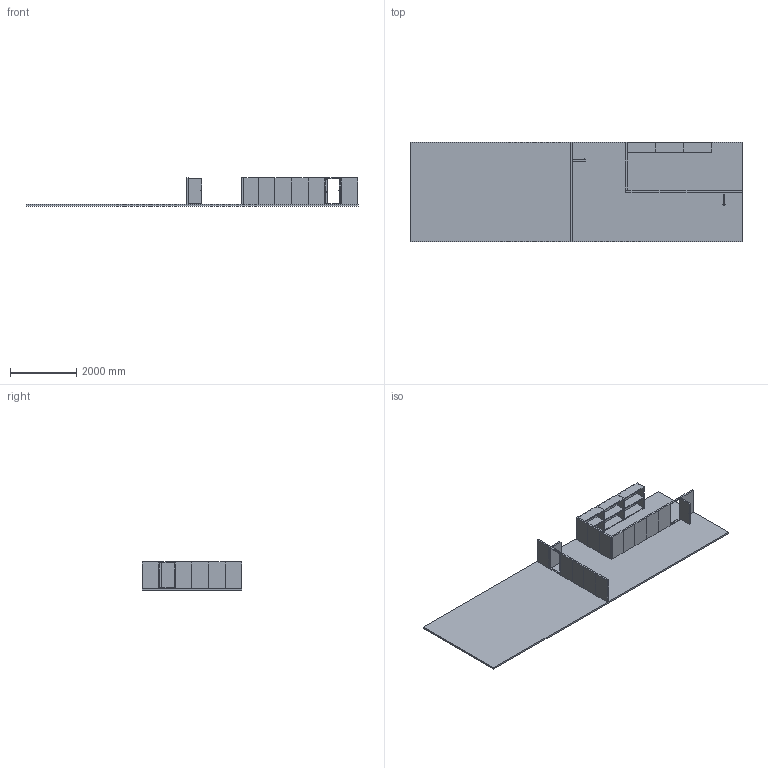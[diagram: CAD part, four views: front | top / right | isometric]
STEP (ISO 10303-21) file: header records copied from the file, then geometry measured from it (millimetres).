
FILE_DESCRIPTION(/* description */ ('STEP AP242 Edition 2','CAx-IF Rec.Pracs.---Representation and Presentation of Product Manufacturing Information (PMI)---4.0---2014-10-13','CAx-IF Rec.Pracs.---3D Tessellated Geometry---0.4---2014-09-14','2;1','CAx-IF Rec.Pracs.---User Defined Attributes---1.5---2016-08-15'),/* implementation_level */ '2;1');
FILE_NAME(/* name */ '6948f1357afa2697b69d5401',/* time_stamp */ '2025-12-22T07:20:22Z',/* author */ (''),/* organization */ (''),/* preprocessor_version */ 'ST-DEVELOPER v20',/* originating_system */ 'ONSHAPE BY PTC INC, 1.208',/* authorisation */ ' ');
FILE_SCHEMA (('AP242_MANAGED_MODEL_BASED_3D_ENGINEERING_MIM_LF { 1 0 10303 442 3 1 4 }'));
Length unit declared in the file: metre
Products named in the file (8): workspace; Wall; shelf; Floor; Door_Assembly <1>; Door_Outline; Door; Door_Assembly <2>
Assembly tree (24 placements, depth 3):
  workspace
    Wall  x14
    shelf  x3
    Floor
    Door_Assembly <1>
      Door_Outline
      Door
    Door_Assembly <2>
      Door_Outline
      Door
Bounding box: 10000 x 3000.68 x 851.62 mm (x, y, z)
Volume: 1946311247.1 mm3; surface area: 87442210.1 mm2
Topology: 22 solids, 22 shells, 194 faces, 410 edges, 274 vertices
Faces by surface type: plane 178, cylinder 12, sphere 4
Full cylindrical faces by diameter (mm): 10 x12
Entity records: 1745 total; most frequent: DIRECTION 282, CARTESIAN_POINT 265, ORIENTED_EDGE 216, EDGE_CURVE 108, LINE 96, VECTOR 96, AXIS2_PLACEMENT_3D 93, VERTEX_POINT 76
